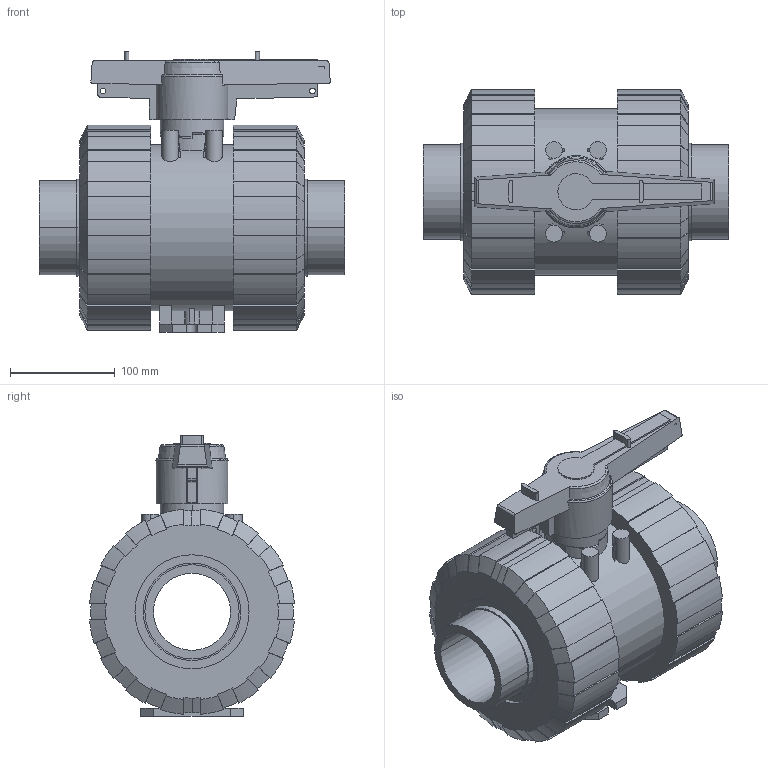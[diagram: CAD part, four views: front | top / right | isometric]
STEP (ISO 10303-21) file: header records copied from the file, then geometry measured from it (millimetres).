
FILE_DESCRIPTION(('STEP AP214'),'1');
FILE_NAME('cctmp_9D661CF4-BFC6-4BE9-9BD4-54B8724C5547_2021_10_21_07_30_32_0341..stp','2021-10-21T05:30:32',('Praher Valves GmbH'),('CADClick - www.CADClick.com'),'Spatial InterOp 3D',' ','unknown authorization');
FILE_SCHEMA(('AUTOMOTIVE_DESIGN'));
Length unit declared in the file: millimetre
Products named in the file (7): cc_unnamed; 124290_5; 124290_4; 124290_3; 124290_2; 124290_1; 124290
Assembly tree (6 placements, depth 2):
  cc_unnamed
    124290_5
    124290_4
    124290_3
    124290_2
    124290_1
    124290
Bounding box: 292 x 195.88 x 268.4 mm (x, y, z)
Volume: 5283410.1 mm3; surface area: 593124 mm2
Topology: 6 solids, 6 shells, 451 faces, 1285 edges, 856 vertices
Faces by surface type: plane 219, cylinder 144, cone 80, torus 8
Entity records: 19120 total; most frequent: CARTESIAN_POINT 3606, ORIENTED_EDGE 2570, DIRECTION 2457, EDGE_CURVE 1285, AXIS2_PLACEMENT_3D 906, VERTEX_POINT 856, LINE 645, VECTOR 645
